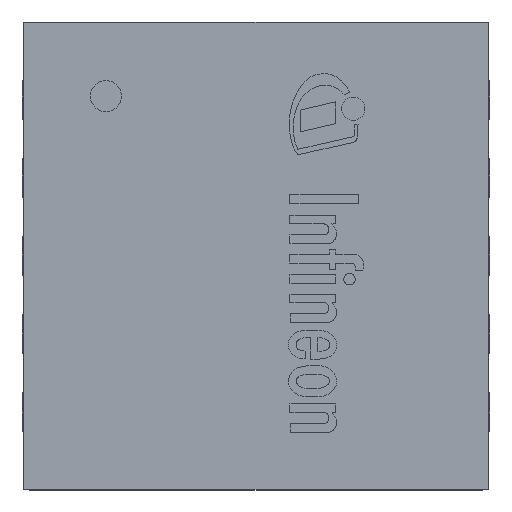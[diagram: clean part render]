
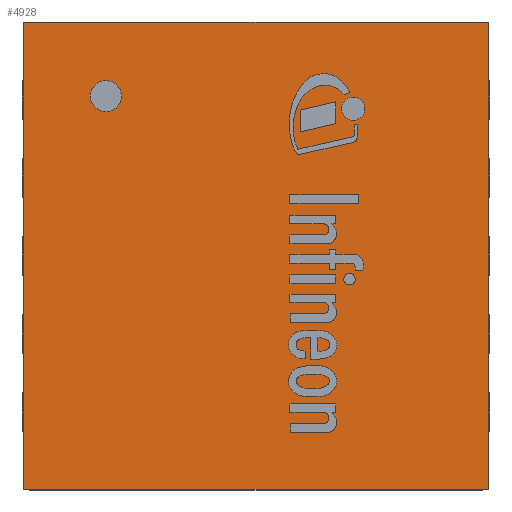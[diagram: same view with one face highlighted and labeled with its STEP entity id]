
A CAD part, top view. The second image highlights one B-rep face of the part: STEP entity #4928.
In plain terms, the highlighted planar face has unit normal (0, 0, 1).
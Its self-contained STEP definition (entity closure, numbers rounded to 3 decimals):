
#72=FACE_BOUND('',#677,.T.);
#141=PLANE('',#5259);
#385=FACE_OUTER_BOUND('',#676,.T.);
#676=EDGE_LOOP('',(#3572,#3573,#3574,#3575));
#677=EDGE_LOOP('',(#3576));
#977=LINE('',#6955,#1586);
#1001=LINE('',#7004,#1610);
#1026=LINE('',#7053,#1635);
#1034=LINE('',#7067,#1643);
#1586=VECTOR('',#5658,1000.);
#1610=VECTOR('',#5684,1000.);
#1635=VECTOR('',#5711,1000.);
#1643=VECTOR('',#5721,1000.);
#2184=CIRCLE('',#5254,0.1);
#2266=VERTEX_POINT('',#6945);
#2269=VERTEX_POINT('',#6952);
#2270=VERTEX_POINT('',#6954);
#2293=VERTEX_POINT('',#7001);
#2294=VERTEX_POINT('',#7003);
#2756=EDGE_CURVE('',#2266,#2266,#2184,.T.);
#2759=EDGE_CURVE('',#2270,#2269,#977,.T.);
#2783=EDGE_CURVE('',#2294,#2293,#1001,.T.);
#2808=EDGE_CURVE('',#2293,#2270,#1026,.T.);
#2816=EDGE_CURVE('',#2269,#2294,#1034,.T.);
#3572=ORIENTED_EDGE('',*,*,#2808,.T.);
#3573=ORIENTED_EDGE('',*,*,#2759,.T.);
#3574=ORIENTED_EDGE('',*,*,#2816,.T.);
#3575=ORIENTED_EDGE('',*,*,#2783,.T.);
#3576=ORIENTED_EDGE('',*,*,#2756,.F.);
#4928=ADVANCED_FACE('',(#385,#72),#141,.T.);
#5254=AXIS2_PLACEMENT_3D('',#6947,#5652,#5653);
#5259=AXIS2_PLACEMENT_3D('',#7068,#5722,#5723);
#5652=DIRECTION('center_axis',(0.,0.,1.));
#5653=DIRECTION('ref_axis',(0.,-1.,0.));
#5658=DIRECTION('',(0.,1.,0.));
#5684=DIRECTION('',(0.,-1.,0.));
#5711=DIRECTION('',(1.,0.,0.));
#5721=DIRECTION('',(-1.,0.,0.));
#5722=DIRECTION('center_axis',(0.,0.,1.));
#5723=DIRECTION('ref_axis',(0.,-1.,0.));
#6945=CARTESIAN_POINT('',(-0.962,1.125,0.6));
#6947=CARTESIAN_POINT('Origin',(-0.962,1.025,0.6));
#6952=CARTESIAN_POINT('',(1.49,1.5,0.6));
#6954=CARTESIAN_POINT('',(1.49,-1.5,0.6));
#6955=CARTESIAN_POINT('',(1.49,1.5,0.6));
#7001=CARTESIAN_POINT('',(-1.49,-1.5,0.6));
#7003=CARTESIAN_POINT('',(-1.49,1.5,0.6));
#7004=CARTESIAN_POINT('',(-1.49,1.5,0.6));
#7053=CARTESIAN_POINT('',(1.49,-1.5,0.6));
#7067=CARTESIAN_POINT('',(1.49,1.5,0.6));
#7068=CARTESIAN_POINT('Origin',(0.,0.,0.6));
